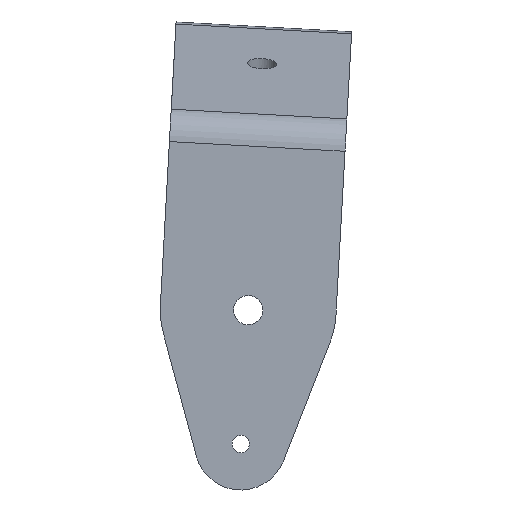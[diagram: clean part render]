
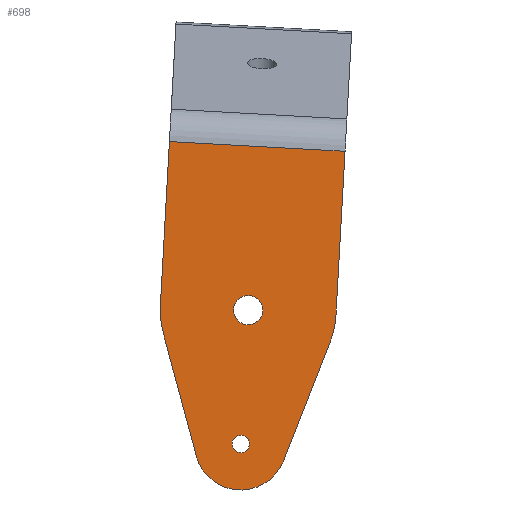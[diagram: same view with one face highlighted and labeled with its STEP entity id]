
A CAD part, left-side view. The second image highlights one B-rep face of the part: STEP entity #698.
In plain terms, the highlighted planar face has unit normal (-1, 0, 0).
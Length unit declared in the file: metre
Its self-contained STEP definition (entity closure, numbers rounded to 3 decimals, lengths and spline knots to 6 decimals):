
#32=PLANE('',#785);
#65=CIRCLE('',#770,0.012123);
#67=CIRCLE('',#773,0.00635);
#68=CIRCLE('',#776,0.012123);
#70=CIRCLE('',#779,0.001191);
#72=CIRCLE('',#782,0.002019);
#218=ORIENTED_EDGE('',*,*,#352,.T.);
#219=ORIENTED_EDGE('',*,*,#350,.T.);
#220=ORIENTED_EDGE('',*,*,#343,.F.);
#221=ORIENTED_EDGE('',*,*,#355,.F.);
#222=ORIENTED_EDGE('',*,*,#347,.F.);
#223=ORIENTED_EDGE('',*,*,#332,.F.);
#224=ORIENTED_EDGE('',*,*,#356,.T.);
#225=ORIENTED_EDGE('',*,*,#303,.T.);
#226=ORIENTED_EDGE('',*,*,#340,.F.);
#227=ORIENTED_EDGE('',*,*,#346,.F.);
#303=EDGE_CURVE('',#393,#392,#453,.T.);
#332=EDGE_CURVE('',#412,#413,#470,.T.);
#340=EDGE_CURVE('',#419,#392,#65,.T.);
#343=EDGE_CURVE('',#422,#423,#67,.T.);
#346=EDGE_CURVE('',#423,#419,#478,.T.);
#347=EDGE_CURVE('',#413,#424,#68,.T.);
#350=EDGE_CURVE('',#426,#426,#70,.T.);
#352=EDGE_CURVE('',#428,#428,#72,.T.);
#355=EDGE_CURVE('',#424,#422,#481,.T.);
#356=EDGE_CURVE('',#412,#393,#482,.F.);
#392=VERTEX_POINT('',#1081);
#393=VERTEX_POINT('',#1083);
#412=VERTEX_POINT('',#1139);
#413=VERTEX_POINT('',#1141);
#419=VERTEX_POINT('',#1155);
#422=VERTEX_POINT('',#1162);
#423=VERTEX_POINT('',#1164);
#424=VERTEX_POINT('',#1171);
#426=VERTEX_POINT('',#1177);
#428=VERTEX_POINT('',#1182);
#453=LINE('',#1082,#509);
#470=LINE('',#1140,#526);
#478=LINE('',#1168,#534);
#481=LINE('',#1187,#537);
#482=LINE('',#1189,#538);
#509=VECTOR('',#868,1.);
#526=VECTOR('',#927,1.);
#534=VECTOR('',#953,1.);
#537=VECTOR('',#976,1.);
#538=VECTOR('',#979,1.);
#580=EDGE_LOOP('',(#218));
#581=EDGE_LOOP('',(#219));
#582=EDGE_LOOP('',(#220,#221,#222,#223,#224,#225,#226,#227));
#634=FACE_BOUND('',#580,.T.);
#635=FACE_BOUND('',#581,.T.);
#636=FACE_BOUND('',#582,.T.);
#698=ADVANCED_FACE('',(#634,#635,#636),#32,.T.);
#770=AXIS2_PLACEMENT_3D('',#1156,#940,#941);
#773=AXIS2_PLACEMENT_3D('',#1163,#947,#948);
#776=AXIS2_PLACEMENT_3D('',#1170,#956,#957);
#779=AXIS2_PLACEMENT_3D('',#1176,#963,#964);
#782=AXIS2_PLACEMENT_3D('',#1181,#969,#970);
#785=AXIS2_PLACEMENT_3D('',#1188,#977,#978);
#868=DIRECTION('',(0.,0.055,-0.998));
#927=DIRECTION('',(0.,0.055,-0.998));
#940=DIRECTION('',(1.,0.,0.));
#941=DIRECTION('',(0.,1.,0.));
#947=DIRECTION('',(1.,0.,0.));
#948=DIRECTION('',(0.,1.,0.));
#953=DIRECTION('',(0.,0.259,0.966));
#956=DIRECTION('',(1.,0.,0.));
#957=DIRECTION('',(0.,1.,0.));
#963=DIRECTION('',(1.,0.,0.));
#964=DIRECTION('',(0.,1.,0.));
#969=DIRECTION('',(1.,0.,0.));
#970=DIRECTION('',(0.,0.156,-0.988));
#976=DIRECTION('',(0.,0.365,-0.931));
#977=DIRECTION('',(-1.,0.,0.));
#978=DIRECTION('',(0.,1.,0.));
#979=DIRECTION('',(0.,-0.998,-0.055));
#1081=CARTESIAN_POINT('',(-0.04243,-0.108938,0.152485));
#1082=CARTESIAN_POINT('',(-0.04243,-0.109448,0.161675));
#1083=CARTESIAN_POINT('',(-0.04243,-0.110189,0.175049));
#1139=CARTESIAN_POINT('',(-0.04243,-0.134398,0.173706));
#1140=CARTESIAN_POINT('',(-0.04243,-0.133656,0.160333));
#1141=CARTESIAN_POINT('',(-0.04243,-0.133146,0.151142));
#1155=CARTESIAN_POINT('',(-0.04243,-0.109334,0.148669));
#1156=CARTESIAN_POINT('',(-0.04243,-0.121042,0.151814));
#1162=CARTESIAN_POINT('',(-0.04243,-0.125932,0.131054));
#1163=CARTESIAN_POINT('',(-0.04243,-0.120019,0.133369));
#1164=CARTESIAN_POINT('',(-0.04243,-0.113887,0.131722));
#1168=CARTESIAN_POINT('',(-0.04243,-0.111611,0.140195));
#1170=CARTESIAN_POINT('',(-0.04243,-0.121042,0.151814));
#1171=CARTESIAN_POINT('',(-0.04243,-0.13233,0.147393));
#1176=CARTESIAN_POINT('',(-0.04243,-0.120019,0.133369));
#1177=CARTESIAN_POINT('',(-0.04243,-0.118829,0.133369));
#1181=CARTESIAN_POINT('',(-0.04243,-0.121042,0.151814));
#1182=CARTESIAN_POINT('',(-0.04243,-0.120726,0.149819));
#1187=CARTESIAN_POINT('',(-0.04243,-0.129131,0.139224));
#1188=CARTESIAN_POINT('',(-0.04243,-0.207004,0.026697));
#1189=CARTESIAN_POINT('',(-0.04243,-0.122293,0.174378));
